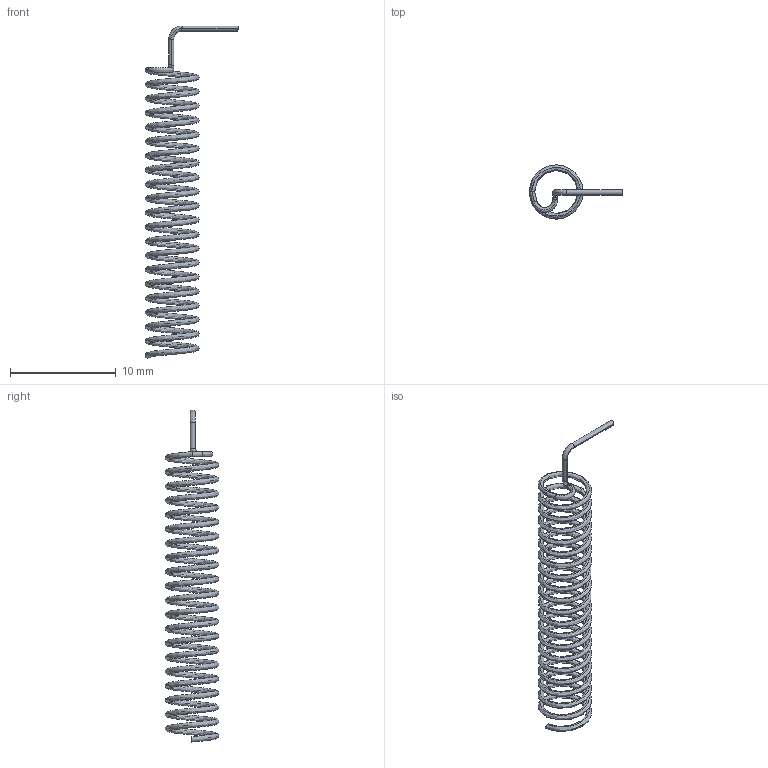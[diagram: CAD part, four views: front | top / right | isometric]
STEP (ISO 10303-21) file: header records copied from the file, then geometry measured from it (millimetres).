
FILE_DESCRIPTION (( 'STEP AP214' ), '1' );
FILE_NAME ('433_Antenna.STEP', '2021-08-31T14:01:26', ( '' ), ( '' ), 'SwSTEP 2.0', 'SolidWorks 2020', '' );
FILE_SCHEMA (( 'AUTOMOTIVE_DESIGN' ));
Length unit declared in the file: millimetre
Products named in the file (1): 433_Antenna
Bounding box: 8.86 x 5.1 x 31.44 mm (x, y, z)
Volume: 59.1 mm3; surface area: 474.6 mm2
Topology: 1 solids, 1 shells, 18 faces, 34 edges, 18 vertices
Faces by surface type: bspline 16, plane 2
Entity records: 4686 total; most frequent: CARTESIAN_POINT 4383, ORIENTED_EDGE 68, DIRECTION 42, EDGE_CURVE 34, AXIS2_PLACEMENT_3D 21, EDGE_LOOP 18, ADVANCED_FACE 18, FACE_OUTER_BOUND 18
